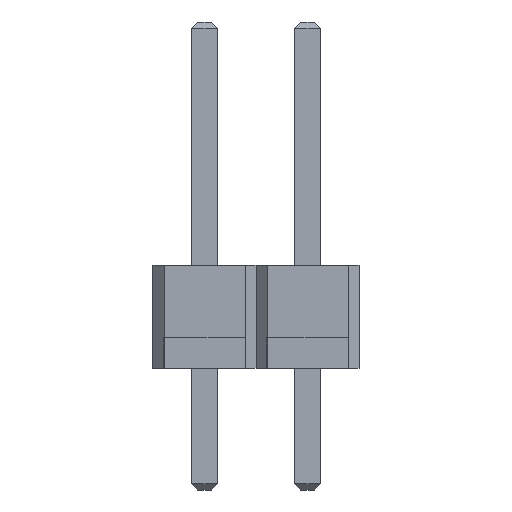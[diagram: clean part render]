
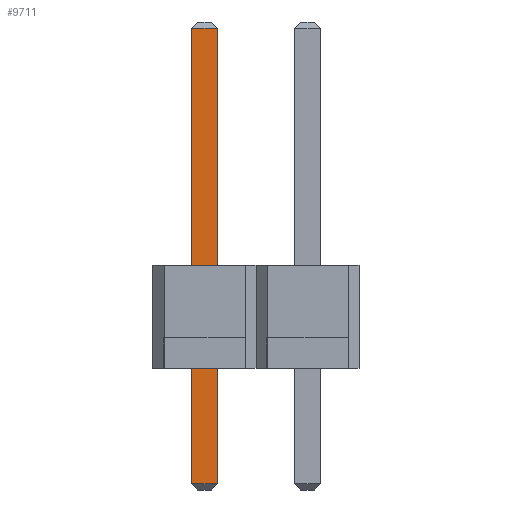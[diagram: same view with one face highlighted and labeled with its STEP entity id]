
A CAD part, front view. The second image highlights one B-rep face of the part: STEP entity #9711.
In plain terms, the highlighted planar face has unit normal (0, -1, 0).
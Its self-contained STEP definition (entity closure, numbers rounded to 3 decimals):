
#171=FACE_OUTER_BOUND('',#768,.T.);
#768=EDGE_LOOP('',(#6497,#6498,#6499,#6500));
#1437=LINE('',#13593,#2805);
#1444=LINE('',#13606,#2812);
#1453=LINE('',#13624,#2821);
#1456=LINE('',#13629,#2824);
#2805=VECTOR('',#11018,10.);
#2812=VECTOR('',#11031,10.);
#2821=VECTOR('',#11048,10.);
#2824=VECTOR('',#11055,10.);
#4150=VERTEX_POINT('',#13576);
#4155=VERTEX_POINT('',#13587);
#4159=VERTEX_POINT('',#13605);
#4164=VERTEX_POINT('',#13619);
#5037=EDGE_CURVE('',#4150,#4155,#1437,.T.);
#5044=EDGE_CURVE('',#4159,#4155,#1444,.T.);
#5053=EDGE_CURVE('',#4159,#4164,#1453,.T.);
#5056=EDGE_CURVE('',#4150,#4164,#1456,.T.);
#6497=ORIENTED_EDGE('',*,*,#5037,.F.);
#6498=ORIENTED_EDGE('',*,*,#5056,.T.);
#6499=ORIENTED_EDGE('',*,*,#5053,.F.);
#6500=ORIENTED_EDGE('',*,*,#5044,.T.);
#9117=PLANE('',#10354);
#9711=ADVANCED_FACE('',(#171),#9117,.T.);
#10354=AXIS2_PLACEMENT_3D('',#13631,#11058,#11059);
#11018=DIRECTION('',(-1.,0.,0.));
#11031=DIRECTION('',(0.,0.,-1.));
#11048=DIRECTION('',(1.,0.,0.));
#11055=DIRECTION('',(0.,0.,1.));
#11058=DIRECTION('center_axis',(0.,-1.,0.));
#11059=DIRECTION('ref_axis',(0.,0.,-1.));
#13576=CARTESIAN_POINT('',(-0.95,-10.48,-2.85));
#13587=CARTESIAN_POINT('',(-1.59,-10.48,-2.85));
#13593=CARTESIAN_POINT('',(-1.11,-10.48,-2.85));
#13605=CARTESIAN_POINT('',(-1.59,-10.48,8.39));
#13606=CARTESIAN_POINT('',(-1.59,-10.48,-3.));
#13619=CARTESIAN_POINT('',(-0.95,-10.48,8.39));
#13624=CARTESIAN_POINT('',(-1.43,-10.48,8.39));
#13629=CARTESIAN_POINT('',(-0.95,-10.48,8.54));
#13631=CARTESIAN_POINT('Origin',(-1.27,-10.48,2.77));
